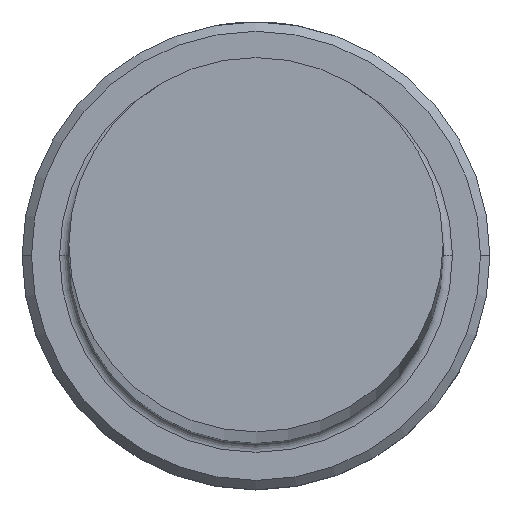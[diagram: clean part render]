
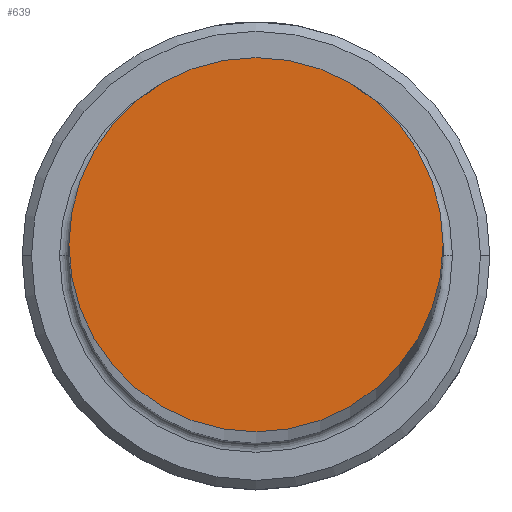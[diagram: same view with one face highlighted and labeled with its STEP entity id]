
A CAD part, top view. The second image highlights one B-rep face of the part: STEP entity #639.
In plain terms, the highlighted planar face has unit normal (0, 0, 1).
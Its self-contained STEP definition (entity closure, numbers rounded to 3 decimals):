
#4 = CARTESIAN_POINT ( 'NONE',  ( 0., 0., 350. ) ) ;
#129 = DIRECTION ( 'NONE',  ( 0., 0., 1. ) ) ;
#168 = AXIS2_PLACEMENT_3D ( 'NONE', #703, #129, #791 ) ;
#203 = DIRECTION ( 'NONE',  ( 0., 0., 1. ) ) ;
#208 = EDGE_CURVE ( 'NONE', #353, #921, #1049, .T. ) ;
#229 = AXIS2_PLACEMENT_3D ( 'NONE', #4, #203, #856 ) ;
#291 = DIRECTION ( 'NONE',  ( 1., 0., 0. ) ) ;
#295 = EDGE_LOOP ( 'NONE', ( #897, #840 ) ) ;
#296 = DIRECTION ( 'NONE',  ( 0., 0., 1. ) ) ;
#353 = VERTEX_POINT ( 'NONE', #547 ) ;
#376 = CARTESIAN_POINT ( 'NONE',  ( 0., 0., 350. ) ) ;
#484 = CARTESIAN_POINT ( 'NONE',  ( -10., 0., 350. ) ) ;
#522 = FACE_OUTER_BOUND ( 'NONE', #295, .T. ) ;
#547 = CARTESIAN_POINT ( 'NONE',  ( 10., 0., 350. ) ) ;
#639 = ADVANCED_FACE ( 'NONE', ( #522 ), #769, .T. ) ;
#703 = CARTESIAN_POINT ( 'NONE',  ( 0., 0., 350. ) ) ;
#709 = EDGE_CURVE ( 'NONE', #921, #353, #835, .T. ) ;
#769 = PLANE ( 'NONE',  #229 ) ;
#791 = DIRECTION ( 'NONE',  ( 1., 0., 0. ) ) ;
#826 = AXIS2_PLACEMENT_3D ( 'NONE', #376, #296, #291 ) ;
#835 = CIRCLE ( 'NONE', #168, 10. ) ;
#840 = ORIENTED_EDGE ( 'NONE', *, *, #208, .T. ) ;
#856 = DIRECTION ( 'NONE',  ( 1., 0., 0. ) ) ;
#897 = ORIENTED_EDGE ( 'NONE', *, *, #709, .T. ) ;
#921 = VERTEX_POINT ( 'NONE', #484 ) ;
#1049 = CIRCLE ( 'NONE', #826, 10. ) ;
